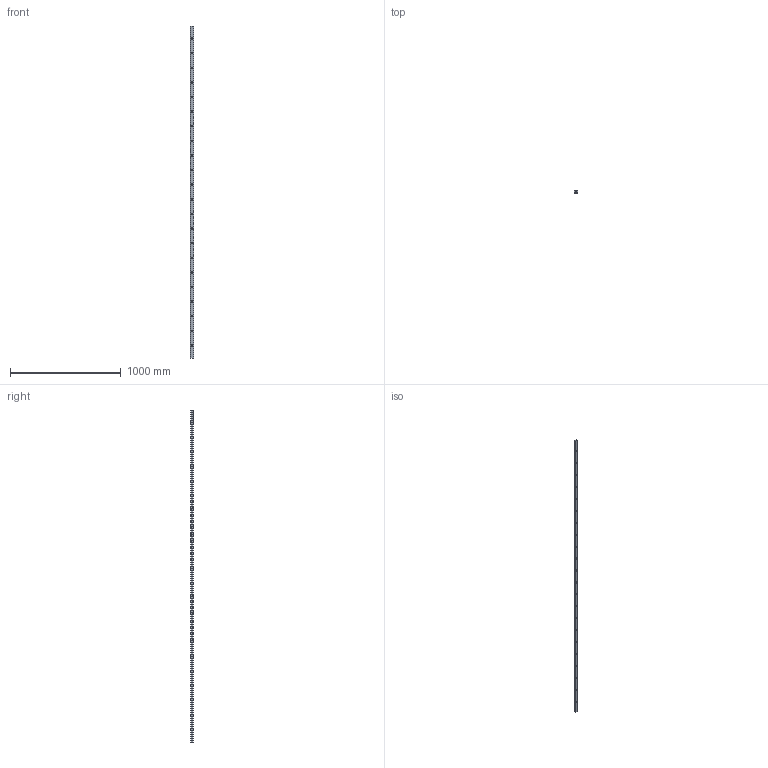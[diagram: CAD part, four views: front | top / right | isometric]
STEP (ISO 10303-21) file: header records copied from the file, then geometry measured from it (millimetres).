
FILE_DESCRIPTION (( 'STEP AP203' ), '1' );
FILE_NAME ('69900-132.step', '2022-06-23T11:40:07', ( '' ), ( '' ), 'SwSTEP 2.0', 'SolidWorks 2018', '' );
FILE_SCHEMA (( 'CONFIG_CONTROL_DESIGN' ));
Length unit declared in the file: millimetre
Products named in the file (1): 69900-132
Bounding box: 30 x 20 x 3000 mm (x, y, z)
Volume: 519716.8 mm3; surface area: 523678.1 mm2
Topology: 1 solids, 1 shells, 325 faces, 913 edges, 616 vertices
Faces by surface type: plane 140, bspline 133, cylinder 52
Full cylindrical faces by diameter (mm): 13 x44
Entity records: 16932 total; most frequent: CARTESIAN_POINT 9404, ORIENTED_EDGE 1694, DIRECTION 1071, EDGE_CURVE 847, VERTEX_POINT 594, EDGE_LOOP 485, LINE 477, VECTOR 477
